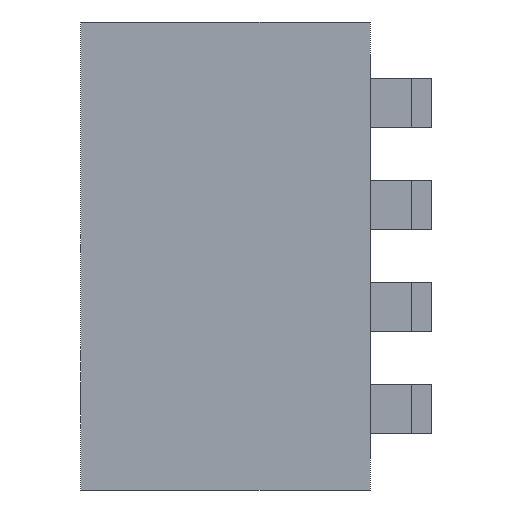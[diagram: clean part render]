
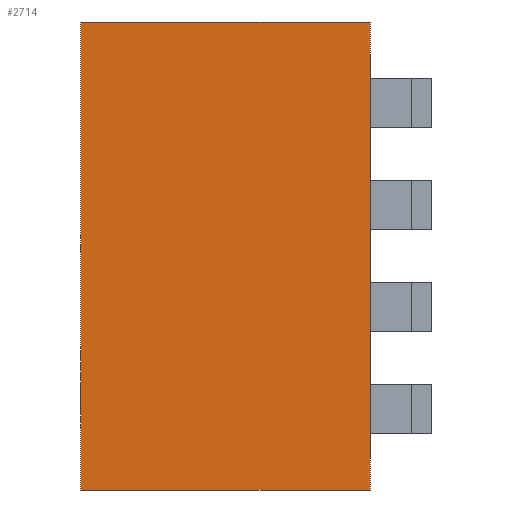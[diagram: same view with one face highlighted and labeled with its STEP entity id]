
A CAD part, left-side view. The second image highlights one B-rep face of the part: STEP entity #2714.
In plain terms, the highlighted planar face has unit normal (-1, 0, 0).
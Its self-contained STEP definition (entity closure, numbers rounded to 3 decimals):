
#6 = LINE ( 'NONE', #1640, #1297 ) ;
#251 = FACE_OUTER_BOUND ( 'NONE', #440, .T. ) ;
#365 = CARTESIAN_POINT ( 'NONE',  ( -4.06, 1.8, 0. ) ) ;
#398 = CARTESIAN_POINT ( 'NONE',  ( -4.06, 1.8, -5.82 ) ) ;
#440 = EDGE_LOOP ( 'NONE', ( #3088, #1885, #1382, #3285 ) ) ;
#447 = CARTESIAN_POINT ( 'NONE',  ( -4.06, -1.8, 0. ) ) ;
#608 = DIRECTION ( 'NONE',  ( 0., 0., 1. ) ) ;
#675 = EDGE_CURVE ( 'NONE', #2828, #1655, #2951, .T. ) ;
#856 = DIRECTION ( 'NONE',  ( 0., -1., 0. ) ) ;
#994 = VECTOR ( 'NONE', #856, 1000. ) ;
#1050 = EDGE_CURVE ( 'NONE', #2429, #2828, #1604, .T. ) ;
#1135 = LINE ( 'NONE', #3059, #3287 ) ;
#1297 = VECTOR ( 'NONE', #608, 1000. ) ;
#1326 = DIRECTION ( 'NONE',  ( 0., 0., 1. ) ) ;
#1382 = ORIENTED_EDGE ( 'NONE', *, *, #2761, .T. ) ;
#1604 = LINE ( 'NONE', #1824, #2774 ) ;
#1640 = CARTESIAN_POINT ( 'NONE',  ( -4.06, -1.8, -5.82 ) ) ;
#1655 = VERTEX_POINT ( 'NONE', #447 ) ;
#1824 = CARTESIAN_POINT ( 'NONE',  ( -4.06, 1.8, -5.82 ) ) ;
#1861 = VERTEX_POINT ( 'NONE', #2886 ) ;
#1885 = ORIENTED_EDGE ( 'NONE', *, *, #1050, .F. ) ;
#1967 = DIRECTION ( 'NONE',  ( -1., 0., 0. ) ) ;
#2196 = PLANE ( 'NONE',  #3321 ) ;
#2429 = VERTEX_POINT ( 'NONE', #3157 ) ;
#2462 = DIRECTION ( 'NONE',  ( 0., -1., 0. ) ) ;
#2547 = CARTESIAN_POINT ( 'NONE',  ( -4.06, 1.8, 0. ) ) ;
#2714 = ADVANCED_FACE ( 'NONE', ( #251 ), #2196, .T. ) ;
#2761 = EDGE_CURVE ( 'NONE', #2429, #1861, #1135, .T. ) ;
#2774 = VECTOR ( 'NONE', #1326, 1000. ) ;
#2828 = VERTEX_POINT ( 'NONE', #2547 ) ;
#2886 = CARTESIAN_POINT ( 'NONE',  ( -4.06, -1.8, -5.82 ) ) ;
#2951 = LINE ( 'NONE', #365, #994 ) ;
#3059 = CARTESIAN_POINT ( 'NONE',  ( -4.06, 1.8, -5.82 ) ) ;
#3088 = ORIENTED_EDGE ( 'NONE', *, *, #675, .F. ) ;
#3157 = CARTESIAN_POINT ( 'NONE',  ( -4.06, 1.8, -5.82 ) ) ;
#3200 = EDGE_CURVE ( 'NONE', #1861, #1655, #6, .T. ) ;
#3285 = ORIENTED_EDGE ( 'NONE', *, *, #3200, .T. ) ;
#3287 = VECTOR ( 'NONE', #3305, 1000. ) ;
#3305 = DIRECTION ( 'NONE',  ( 0., -1., 0. ) ) ;
#3321 = AXIS2_PLACEMENT_3D ( 'NONE', #398, #1967, #2462 ) ;
